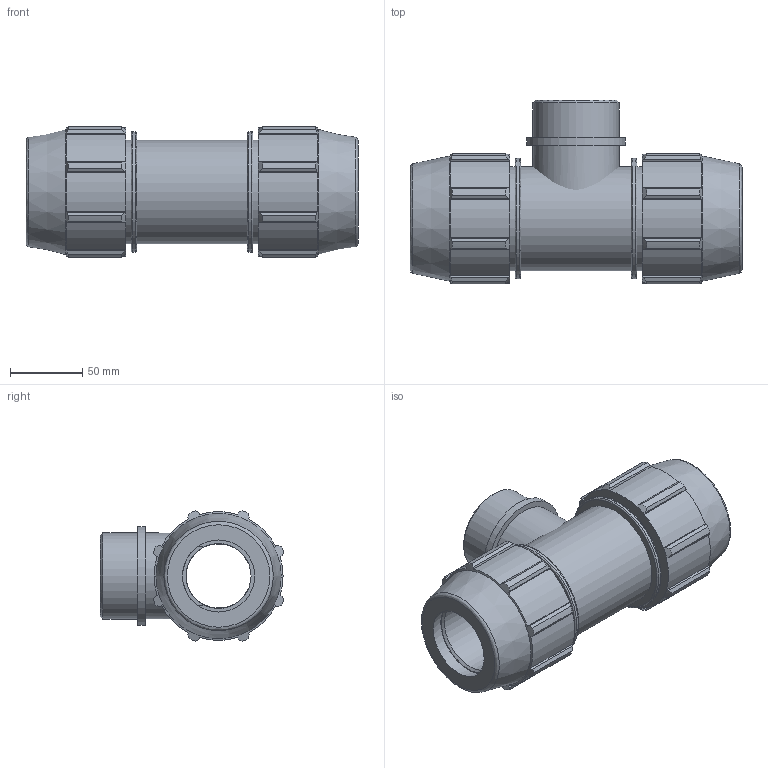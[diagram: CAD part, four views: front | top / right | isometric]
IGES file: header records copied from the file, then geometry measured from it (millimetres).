
Global section: file name: 078400050020_188400050020_0784060500200A.ipt; native system: Autodesk Inventor 2015; preprocessor: unknown; author: Кирилл,,11,0; organization: 20170224.180708; date: 20170606.172435; units: millimetre
Bounding box: 230 x 127.16 x 90.33 mm (x, y, z)
Volume: 846069.7 mm3; surface area: 140498.4 mm2
Topology: 2 solids, 2 shells, 162 faces, 455 edges, 308 vertices
Faces by surface type: plane 83, cylinder 40, cone 21, revolution 18
Full cylindrical faces by diameter (mm): 59.614 x2, 68.556 x1, 72 x3, 83.52 x2
